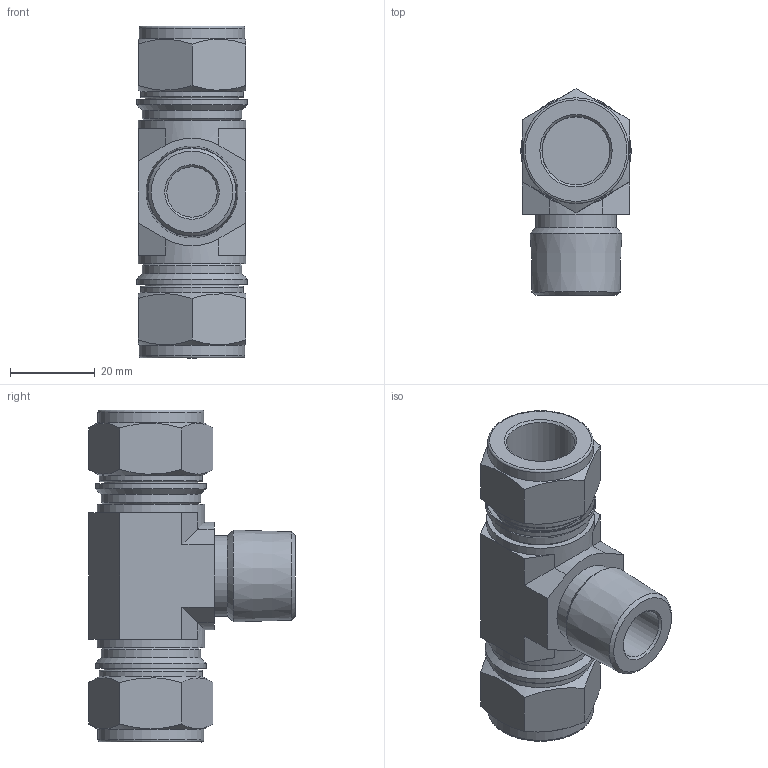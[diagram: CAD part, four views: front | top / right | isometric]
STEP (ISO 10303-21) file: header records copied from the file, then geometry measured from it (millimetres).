
FILE_DESCRIPTION(/* description */ (''),/* implementation_level */ '2;1');
FILE_NAME(/* name */ 'SMBTI-10-8N.stp',/* time_stamp */ '2022-05-10T15:37:07+09:00',/* author */ ('user'),/* organization */ (''),/* preprocessor_version */ 'ST-DEVELOPER v18.1',/* originating_system */ 'Autodesk Inventor 2022',/* authorisation */ '');
FILE_SCHEMA (('AUTOMOTIVE_DESIGN { 1 0 10303 214 3 1 1 }'));
Length unit declared in the file: millimetre
Products named in the file (1): SMBT-10-8N
Bounding box: 26.1 x 48.76 x 78.45 mm (x, y, z)
Volume: 37614.2 mm3; surface area: 14808.5 mm2
Topology: 1 solids, 1 shells, 99 faces, 207 edges, 124 vertices
Faces by surface type: plane 51, cylinder 24, cone 20, torus 4
Full cylindrical faces by diameter (mm): 11.9 x1, 16.05 x2, 16.1 x2, 18.996 x1, 20.4 x2, 20.8 x2, 22.22 x2, 23.5 x2, 24.3 x2, 25 x2, 25.4 x2, 26.1 x2
Entity records: 2622 total; most frequent: CARTESIAN_POINT 479, DIRECTION 463, ORIENTED_EDGE 414, EDGE_CURVE 207, AXIS2_PLACEMENT_3D 180, VERTEX_POINT 124, EDGE_LOOP 113, LINE 103
